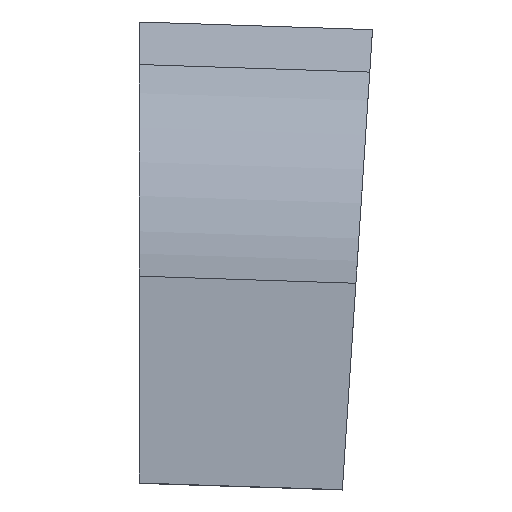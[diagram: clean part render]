
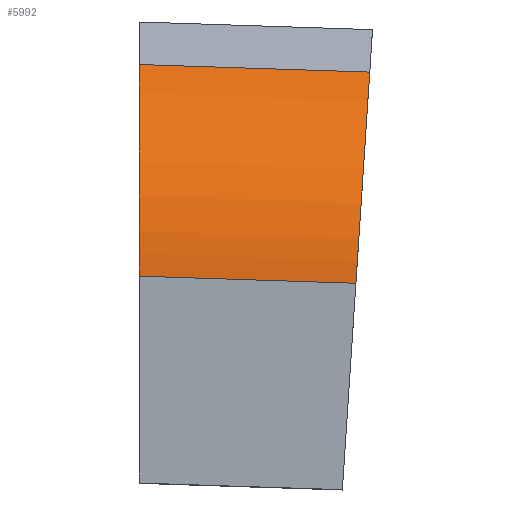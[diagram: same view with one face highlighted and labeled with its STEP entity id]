
A CAD part, top view. The second image highlights one B-rep face of the part: STEP entity #5992.
In plain terms, the highlighted cylindrical face has radius 120 mm (diameter 240 mm), a partial arc.
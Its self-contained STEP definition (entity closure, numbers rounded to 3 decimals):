
#5787=CARTESIAN_POINT('Vertex',(-194.298,53.485,-38.671)) ;
#5791=CARTESIAN_POINT('Control Point',(-194.298,53.485,-38.671)) ;
#5792=CARTESIAN_POINT('Control Point',(-187.834,53.273,-29.44)) ;
#5793=CARTESIAN_POINT('Control Point',(-180.287,53.026,-20.968)) ;
#5794=CARTESIAN_POINT('Control Point',(-171.774,52.748,-13.423)) ;
#5795=CARTESIAN_POINT('Control Point',(-153.139,52.138,-0.475)) ;
#5796=CARTESIAN_POINT('Control Point',(-132.013,51.446,7.805)) ;
#5797=CARTESIAN_POINT('Control Point',(-121.007,51.086,10.681)) ;
#5798=CARTESIAN_POINT('Control Point',(-109.269,50.702,12.308)) ;
#5799=CARTESIAN_POINT('Control Point',(-97.501,50.316,12.492)) ;
#5800=CARTESIAN_POINT('Control Point',(-97.001,50.3,12.497)) ;
#5801=CARTESIAN_POINT('Control Point',(-96.5,50.284,12.5)) ;
#5802=CARTESIAN_POINT('Control Point',(-96.,50.267,12.5)) ;
#5803=CARTESIAN_POINT('Vertex',(-96.,50.267,12.5)) ;
#5876=CARTESIAN_POINT('Vertex',(-96.,-50.267,12.5)) ;
#5880=CARTESIAN_POINT('Control Point',(-194.298,-53.485,-38.671)) ;
#5881=CARTESIAN_POINT('Control Point',(-187.834,-53.273,-29.44)) ;
#5882=CARTESIAN_POINT('Control Point',(-180.288,-53.026,-20.967)) ;
#5883=CARTESIAN_POINT('Control Point',(-171.775,-52.748,-13.423)) ;
#5884=CARTESIAN_POINT('Control Point',(-153.139,-52.138,-0.476)) ;
#5885=CARTESIAN_POINT('Control Point',(-132.014,-51.446,7.805)) ;
#5886=CARTESIAN_POINT('Control Point',(-121.008,-51.086,10.682)) ;
#5887=CARTESIAN_POINT('Control Point',(-109.27,-50.702,12.308)) ;
#5888=CARTESIAN_POINT('Control Point',(-97.502,-50.317,12.492)) ;
#5889=CARTESIAN_POINT('Control Point',(-97.001,-50.3,12.497)) ;
#5890=CARTESIAN_POINT('Control Point',(-96.501,-50.284,12.5)) ;
#5891=CARTESIAN_POINT('Control Point',(-96.,-50.267,12.5)) ;
#5892=CARTESIAN_POINT('Vertex',(-194.298,-53.485,-38.671)) ;
#5964=CARTESIAN_POINT('Line Origine',(-194.298,0.,-38.671)) ;
#5976=CARTESIAN_POINT('Axis2P3D Location',(-96.,0.,-107.5)) ;
#5981=CARTESIAN_POINT('Line Origine',(-96.,0.,12.5)) ;
#5965=DIRECTION('Vector Direction',(0.,1.,0.)) ;
#5977=DIRECTION('Axis2P3D Direction',(0.,1.,0.)) ;
#5978=DIRECTION('Axis2P3D XDirection',(-0.819,0.,0.574)) ;
#5982=DIRECTION('Vector Direction',(0.,1.,0.)) ;
#5979=AXIS2_PLACEMENT_3D('Cylinder Axis2P3D',#5976,#5977,#5978) ;
#5987=ORIENTED_EDGE('',*,*,#5968,.F.) ;
#5988=ORIENTED_EDGE('',*,*,#5894,.T.) ;
#5989=ORIENTED_EDGE('',*,*,#5985,.T.) ;
#5990=ORIENTED_EDGE('',*,*,#5805,.F.) ;
#5966=VECTOR('Line Direction',#5965,1.) ;
#5983=VECTOR('Line Direction',#5982,1.) ;
#5992=ADVANCED_FACE('W',(#5991),#5980,.T.) ;
#5790=B_SPLINE_CURVE_WITH_KNOTS('',5,(#5791,#5792,#5793,#5794,#5795,#5796,#5797,#5798,#5799,#5800,#5801,#5802),.UNSPECIFIED.,.F.,.U.,(6,3,3,6),(0.,79.881,159.785,163.334),.UNSPECIFIED.) ;
#5879=B_SPLINE_CURVE_WITH_KNOTS('',5,(#5880,#5881,#5882,#5883,#5884,#5885,#5886,#5887,#5888,#5889,#5890,#5891),.UNSPECIFIED.,.F.,.U.,(6,3,3,6),(0.,79.88,159.784,163.334),.UNSPECIFIED.) ;
#5980=CYLINDRICAL_SURFACE('generated cylinder',#5979,120.) ;
#5805=EDGE_CURVE('',#5788,#5804,#5790,.T.) ;
#5894=EDGE_CURVE('',#5893,#5877,#5879,.T.) ;
#5968=EDGE_CURVE('',#5893,#5788,#5967,.T.) ;
#5985=EDGE_CURVE('',#5877,#5804,#5984,.T.) ;
#5986=EDGE_LOOP('',(#5987,#5988,#5989,#5990)) ;
#5991=FACE_OUTER_BOUND('',#5986,.T.) ;
#5967=LINE('Line',#5964,#5966) ;
#5984=LINE('Line',#5981,#5983) ;
#5788=VERTEX_POINT('',#5787) ;
#5804=VERTEX_POINT('',#5803) ;
#5877=VERTEX_POINT('',#5876) ;
#5893=VERTEX_POINT('',#5892) ;
